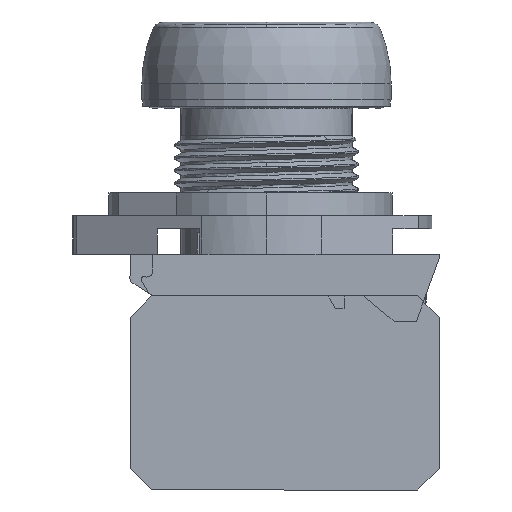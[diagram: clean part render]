
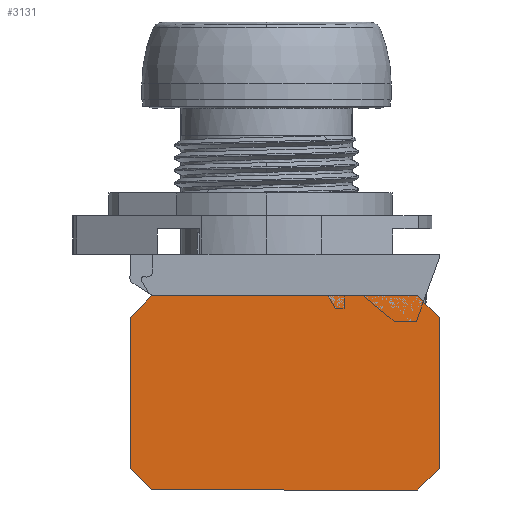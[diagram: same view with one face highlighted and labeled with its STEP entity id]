
A CAD part, left-side view. The second image highlights one B-rep face of the part: STEP entity #3131.
In plain terms, the highlighted planar face has unit normal (-1, 0, 0).
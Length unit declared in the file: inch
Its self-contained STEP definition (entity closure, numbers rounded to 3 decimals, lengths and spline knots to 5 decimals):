
#245 = CARTESIAN_POINT ( 'NONE',  ( -0.32496, 0.41193, -0.42116 ) ) ;
#2123 = CARTESIAN_POINT ( 'NONE',  ( -0.32496, -1.03149, -0.42116 ) ) ;
#2873 = CARTESIAN_POINT ( 'NONE',  ( -0.32496, 0.31193, 0.48606 ) ) ;
#3131 = ADVANCED_FACE ( 'NONE', ( #27253 ), #6470, .F. ) ;
#3981 = CARTESIAN_POINT ( 'NONE',  ( -0.32496, -1.03149, 0.38606 ) ) ;
#4695 = VERTEX_POINT ( 'NONE', #10868 ) ;
#6470 = PLANE ( 'NONE',  #19481 ) ;
#6496 = VECTOR ( 'NONE', #11021, 39.37008 ) ;
#6501 = VECTOR ( 'NONE', #8488, 39.37008 ) ;
#6993 = CARTESIAN_POINT ( 'NONE',  ( -0.32496, 0.31193, -0.42116 ) ) ;
#8488 = DIRECTION ( 'NONE',  ( 0., 0.707, -0.707 ) ) ;
#8548 = EDGE_CURVE ( 'NONE', #15819, #15374, #22907, .T. ) ;
#9643 = LINE ( 'NONE', #22026, #6501 ) ;
#10376 = CARTESIAN_POINT ( 'NONE',  ( -0.32496, -1.03149, -0.32116 ) ) ;
#10685 = EDGE_CURVE ( 'NONE', #19022, #27396, #12365, .T. ) ;
#10858 = ORIENTED_EDGE ( 'NONE', *, *, #21025, .T. ) ;
#10868 = CARTESIAN_POINT ( 'NONE',  ( -0.32496, -1.03149, 0.38606 ) ) ;
#11021 = DIRECTION ( 'NONE',  ( 0., 1., 0. ) ) ;
#11082 = DIRECTION ( 'NONE',  ( 0., -0.707, 0.707 ) ) ;
#11376 = CARTESIAN_POINT ( 'NONE',  ( -0.32496, 0.41193, -0.42116 ) ) ;
#12365 = LINE ( 'NONE', #26800, #20764 ) ;
#13599 = DIRECTION ( 'NONE',  ( 1., 0., 0. ) ) ;
#13670 = CARTESIAN_POINT ( 'NONE',  ( -0.32496, -0.93149, -0.42116 ) ) ;
#14103 = DIRECTION ( 'NONE',  ( 0., -0.707, -0.707 ) ) ;
#14162 = EDGE_CURVE ( 'NONE', #27396, #4695, #28013, .T. ) ;
#14566 = VECTOR ( 'NONE', #24892, 39.37008 ) ;
#14838 = VECTOR ( 'NONE', #14103, 39.37008 ) ;
#15374 = VERTEX_POINT ( 'NONE', #6993 ) ;
#15442 = ORIENTED_EDGE ( 'NONE', *, *, #25815, .T. ) ;
#15801 = EDGE_CURVE ( 'NONE', #16637, #16188, #9643, .T. ) ;
#15819 = VERTEX_POINT ( 'NONE', #28524 ) ;
#15977 = DIRECTION ( 'NONE',  ( 0., 1., 0. ) ) ;
#16188 = VERTEX_POINT ( 'NONE', #16989 ) ;
#16204 = VECTOR ( 'NONE', #28705, 39.37008 ) ;
#16449 = EDGE_CURVE ( 'NONE', #15819, #16188, #21217, .T. ) ;
#16637 = VERTEX_POINT ( 'NONE', #2873 ) ;
#16989 = CARTESIAN_POINT ( 'NONE',  ( -0.32496, 0.41193, 0.38606 ) ) ;
#18062 = VECTOR ( 'NONE', #20564, 39.37008 ) ;
#19022 = VERTEX_POINT ( 'NONE', #13670 ) ;
#19481 = AXIS2_PLACEMENT_3D ( 'NONE', #19626, #13599, #15977 ) ;
#19626 = CARTESIAN_POINT ( 'NONE',  ( -0.32496, 0.41193, -0.42116 ) ) ;
#20540 = LINE ( 'NONE', #26633, #6496 ) ;
#20564 = DIRECTION ( 'NONE',  ( 0., 1., 0. ) ) ;
#20658 = VERTEX_POINT ( 'NONE', #26831 ) ;
#20764 = VECTOR ( 'NONE', #11082, 39.37008 ) ;
#21025 = EDGE_CURVE ( 'NONE', #4695, #20658, #26723, .T. ) ;
#21217 = LINE ( 'NONE', #11376, #14566 ) ;
#21308 = ORIENTED_EDGE ( 'NONE', *, *, #15801, .T. ) ;
#22026 = CARTESIAN_POINT ( 'NONE',  ( -0.32496, 0.41193, 0.38606 ) ) ;
#22907 = LINE ( 'NONE', #25379, #14838 ) ;
#23238 = EDGE_LOOP ( 'NONE', ( #23737, #10858, #15442, #21308, #28046, #24726, #26977, #25410 ) ) ;
#23737 = ORIENTED_EDGE ( 'NONE', *, *, #14162, .T. ) ;
#24469 = DIRECTION ( 'NONE',  ( 0., 0., 1. ) ) ;
#24726 = ORIENTED_EDGE ( 'NONE', *, *, #8548, .T. ) ;
#24892 = DIRECTION ( 'NONE',  ( 0., 0., 1. ) ) ;
#25379 = CARTESIAN_POINT ( 'NONE',  ( -0.32496, 0.31193, -0.42116 ) ) ;
#25410 = ORIENTED_EDGE ( 'NONE', *, *, #10685, .T. ) ;
#25815 = EDGE_CURVE ( 'NONE', #20658, #16637, #20540, .T. ) ;
#26633 = CARTESIAN_POINT ( 'NONE',  ( -0.32496, 0.41193, 0.48606 ) ) ;
#26723 = LINE ( 'NONE', #3981, #16204 ) ;
#26800 = CARTESIAN_POINT ( 'NONE',  ( -0.32496, -0.93149, -0.42116 ) ) ;
#26822 = EDGE_CURVE ( 'NONE', #19022, #15374, #27877, .T. ) ;
#26831 = CARTESIAN_POINT ( 'NONE',  ( -0.32496, -0.93149, 0.48606 ) ) ;
#26977 = ORIENTED_EDGE ( 'NONE', *, *, #26822, .F. ) ;
#27253 = FACE_OUTER_BOUND ( 'NONE', #23238, .T. ) ;
#27396 = VERTEX_POINT ( 'NONE', #10376 ) ;
#27877 = LINE ( 'NONE', #245, #18062 ) ;
#28013 = LINE ( 'NONE', #2123, #28724 ) ;
#28046 = ORIENTED_EDGE ( 'NONE', *, *, #16449, .F. ) ;
#28524 = CARTESIAN_POINT ( 'NONE',  ( -0.32496, 0.41193, -0.32116 ) ) ;
#28705 = DIRECTION ( 'NONE',  ( 0., 0.707, 0.707 ) ) ;
#28724 = VECTOR ( 'NONE', #24469, 39.37008 ) ;
